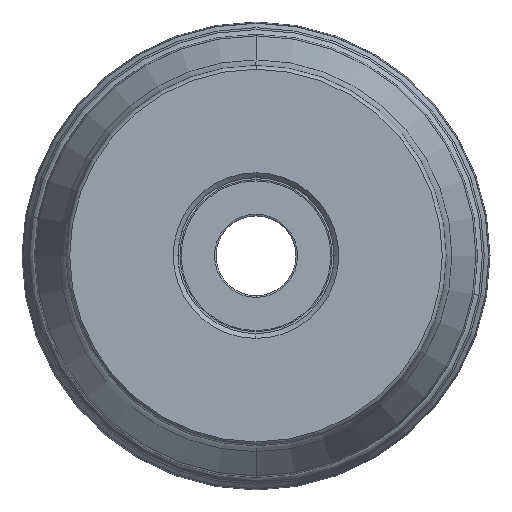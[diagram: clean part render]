
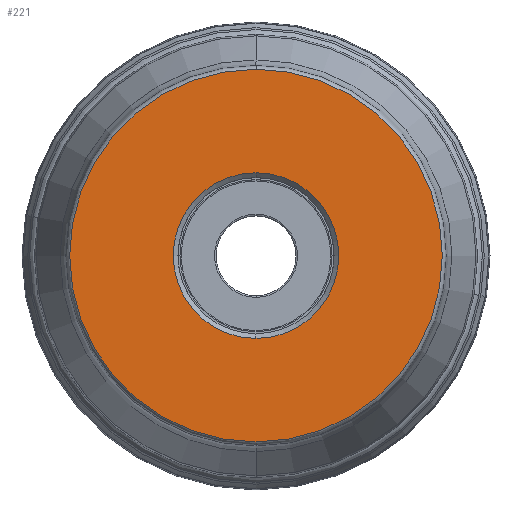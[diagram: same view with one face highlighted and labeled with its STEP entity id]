
A CAD part, top view. The second image highlights one B-rep face of the part: STEP entity #221.
In plain terms, the highlighted planar face has unit normal (0, 0, 1).
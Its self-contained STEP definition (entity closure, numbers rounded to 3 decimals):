
#47=PLANE('',#2475);
#58=FACE_BOUND('',#522,.T.);
#59=FACE_BOUND('',#523,.T.);
#221=ADVANCED_FACE('',(#58,#59),#47,.T.);
#522=EDGE_LOOP('',(#1016,#1017,#1018,#1019));
#523=EDGE_LOOP('',(#1020,#1021));
#1016=ORIENTED_EDGE('',*,*,#1550,.T.);
#1017=ORIENTED_EDGE('',*,*,#1551,.T.);
#1018=ORIENTED_EDGE('',*,*,#1552,.F.);
#1019=ORIENTED_EDGE('',*,*,#1553,.F.);
#1020=ORIENTED_EDGE('',*,*,#1549,.T.);
#1021=ORIENTED_EDGE('',*,*,#1547,.T.);
#1272=VERTEX_POINT('',#4435);
#1273=VERTEX_POINT('',#4437);
#1274=VERTEX_POINT('',#4443);
#1275=VERTEX_POINT('',#4444);
#1276=VERTEX_POINT('',#4446);
#1277=VERTEX_POINT('',#4448);
#1547=EDGE_CURVE('',#1273,#1272,#1846,.T.);
#1549=EDGE_CURVE('',#1272,#1273,#1847,.T.);
#1550=EDGE_CURVE('',#1274,#1275,#1848,.T.);
#1551=EDGE_CURVE('',#1275,#1276,#1849,.T.);
#1552=EDGE_CURVE('',#1277,#1276,#1850,.T.);
#1553=EDGE_CURVE('',#1274,#1277,#1851,.T.);
#1846=CIRCLE('',#2467,20.75);
#1847=CIRCLE('',#2469,20.75);
#1848=CIRCLE('',#2471,46.679);
#1849=CIRCLE('',#2472,46.679);
#1850=CIRCLE('',#2473,46.679);
#1851=CIRCLE('',#2474,46.679);
#2467=AXIS2_PLACEMENT_3D('',#4436,#3186,#3187);
#2469=AXIS2_PLACEMENT_3D('',#4440,#3191,#3192);
#2471=AXIS2_PLACEMENT_3D('',#4442,#3195,#3196);
#2472=AXIS2_PLACEMENT_3D('',#4445,#3197,#3198);
#2473=AXIS2_PLACEMENT_3D('',#4447,#3199,#3200);
#2474=AXIS2_PLACEMENT_3D('',#4449,#3201,#3202);
#2475=AXIS2_PLACEMENT_3D('',#4450,#3203,#3204);
#3186=DIRECTION('',(0.,0.,-1.));
#3187=DIRECTION('',(0.,-1.,0.));
#3191=DIRECTION('',(0.,0.,-1.));
#3192=DIRECTION('',(0.,1.,0.));
#3195=DIRECTION('',(0.,0.,1.));
#3196=DIRECTION('',(0.,1.,0.));
#3197=DIRECTION('',(0.,0.,1.));
#3198=DIRECTION('',(0.,-1.,0.));
#3199=DIRECTION('',(0.,0.,-1.));
#3200=DIRECTION('',(0.,-1.,0.));
#3201=DIRECTION('',(0.,0.,-1.));
#3202=DIRECTION('',(0.,1.,0.));
#3203=DIRECTION('',(0.,0.,1.));
#3204=DIRECTION('',(0.,-1.,0.));
#4435=CARTESIAN_POINT('',(0.,20.75,0.));
#4436=CARTESIAN_POINT('',(0.,0.,0.));
#4437=CARTESIAN_POINT('',(0.,-20.75,0.));
#4440=CARTESIAN_POINT('',(0.,0.,0.));
#4442=CARTESIAN_POINT('',(0.,0.,0.));
#4443=CARTESIAN_POINT('',(-0.016,46.679,0.));
#4444=CARTESIAN_POINT('',(0.,-46.679,0.));
#4445=CARTESIAN_POINT('',(0.,0.,0.));
#4446=CARTESIAN_POINT('',(0.016,-46.679,0.));
#4447=CARTESIAN_POINT('',(0.,0.,0.));
#4448=CARTESIAN_POINT('',(0.,46.679,0.));
#4449=CARTESIAN_POINT('',(0.,0.,0.));
#4450=CARTESIAN_POINT('',(0.,0.,0.));
